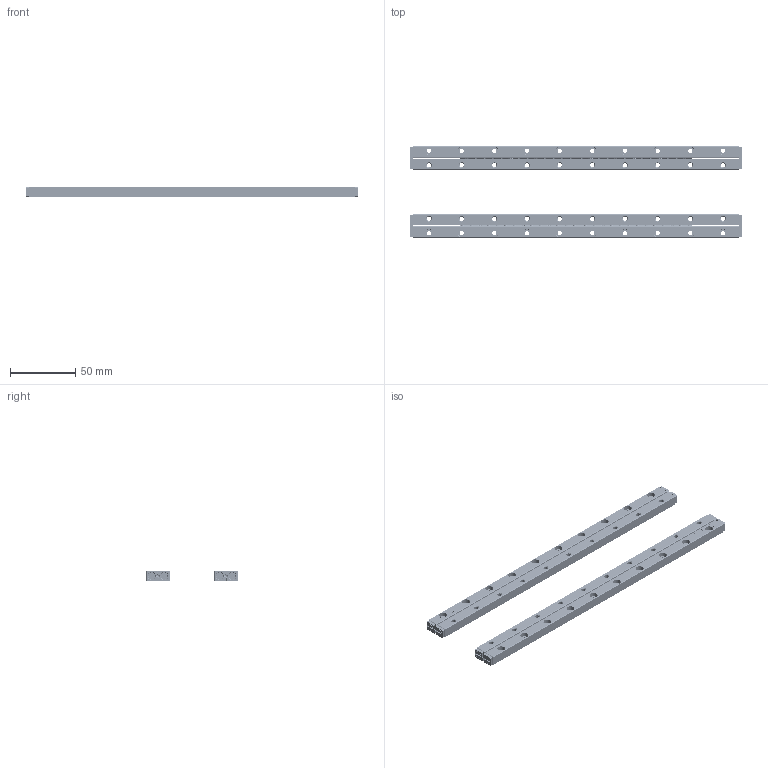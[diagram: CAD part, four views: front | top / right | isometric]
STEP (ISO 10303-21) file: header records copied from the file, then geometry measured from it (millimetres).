
FILE_DESCRIPTION(/* description */ (''),/* implementation_level */ '2;1');
FILE_NAME(/* name */ 'Set RSDE-3250x53KRE_stp_stp_stp.stp',/* time_stamp */ '2025-06-03T11:23:45+02:00',/* author */ (''),/* organization */ (''),/* preprocessor_version */ 'ST-DEVELOPER v16.7',/* originating_system */ 'SIEMENS PLM Software NX 12.0',/* authorisation */ '');
FILE_SCHEMA (('AUTOMOTIVE_DESIGN { 1 0 10303 214 3 1 1 1 }'));
Products named in the file (1): Set RSDE-3250x53KRE_stp_stp_stp
Bounding box: 254.1 x 70 x 8 mm (x, y, z)
Volume: 62796.5 mm3; surface area: 50476 mm2
Topology: 134 solids, 134 shells, 5862 faces, 16096 edges, 10530 vertices
Faces by surface type: plane 2188, cylinder 2110, torus 1076, bspline 360, cone 128
Full cylindrical faces by diameter (mm): 0.45 x440, 2 x108, 2.6 x8, 3 x114, 3.2 x16, 3.3 x40, 6 x40
Entity records: 195651 total; most frequent: CARTESIAN_POINT 41087, DIRECTION 30786, ORIENTED_EDGE 28992, EDGE_CURVE 14496, AXIS2_PLACEMENT_3D 11995, VERTEX_POINT 10044, EDGE_LOOP 7956, LINE 6796
